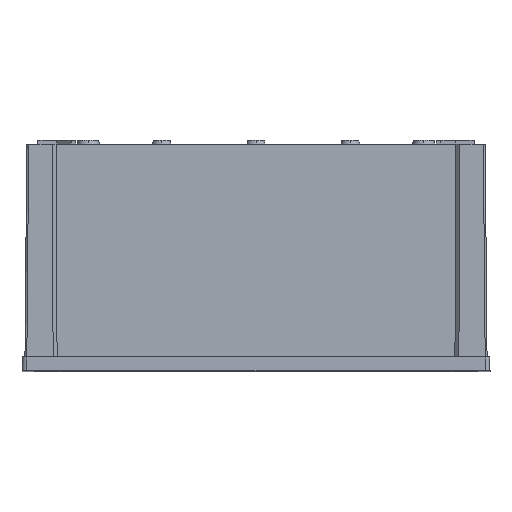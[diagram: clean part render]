
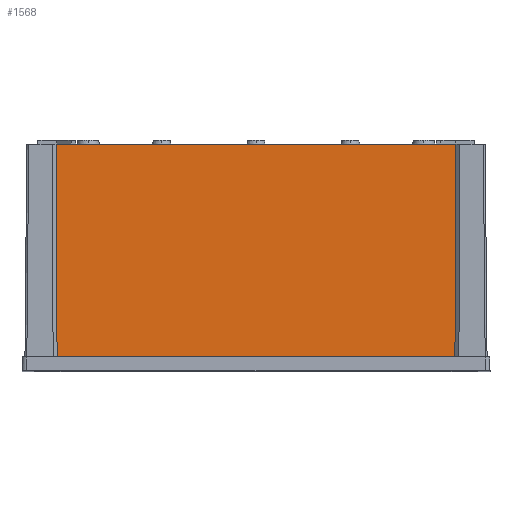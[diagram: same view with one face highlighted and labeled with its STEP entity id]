
A CAD part, top view. The second image highlights one B-rep face of the part: STEP entity #1568.
In plain terms, the highlighted planar face has unit normal (0, 0.009, 1).
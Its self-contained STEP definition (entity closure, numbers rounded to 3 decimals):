
#1140 = ORIENTED_EDGE ( 'NONE', *, *, #1462, .F. ) ;
#1429 = EDGE_CURVE ( 'NONE', #5495, #5494, #6926, .T. ) ;
#1462 = EDGE_CURVE ( 'NONE', #5447, #5446, #6979, .T. ) ;
#1568 = ADVANCED_FACE ( 'NONE', ( #9420 ), #9241, .T. ) ;
#1646 = EDGE_CURVE ( 'NONE', #5494, #5447, #9477, .T. ) ;
#1647 = EDGE_CURVE ( 'NONE', #5495, #5446, #9478, .T. ) ;
#5446 = VERTEX_POINT ( 'NONE', #17340 ) ;
#5447 = VERTEX_POINT ( 'NONE', #17341 ) ;
#5479 = VECTOR ( 'NONE', #8419, 1000. ) ;
#5494 = VERTEX_POINT ( 'NONE', #17372 ) ;
#5495 = VERTEX_POINT ( 'NONE', #17373 ) ;
#6180 = EDGE_LOOP ( 'NONE', ( #8542, #8540, #8541, #1140 ) ) ;
#6926 = LINE ( 'NONE', #8418, #5479 ) ;
#6979 = LINE ( 'NONE', #8800, #18305 ) ;
#7296 = VECTOR ( 'NONE', #10607, 1000. ) ;
#7297 = VECTOR ( 'NONE', #10605, 1000. ) ;
#8418 = CARTESIAN_POINT ( 'NONE',  ( 105.426, 7.2, 171.337 ) ) ;
#8419 = DIRECTION ( 'NONE',  ( -1., 0., 0. ) ) ;
#8540 = ORIENTED_EDGE ( 'NONE', *, *, #1429, .F. ) ;
#8541 = ORIENTED_EDGE ( 'NONE', *, *, #1647, .T. ) ;
#8542 = ORIENTED_EDGE ( 'NONE', *, *, #1646, .F. ) ;
#8800 = CARTESIAN_POINT ( 'NONE',  ( -105.834, 120., 170.353 ) ) ;
#8802 = DIRECTION ( 'NONE',  ( 1., 0., 0. ) ) ;
#9241 = PLANE ( 'NONE',  #18186 ) ;
#9242 = CARTESIAN_POINT ( 'NONE',  ( -111.745, 0., 171.4 ) ) ;
#9243 = DIRECTION ( 'NONE',  ( 0., 0.009, 1. ) ) ;
#9244 = DIRECTION ( 'NONE',  ( -1., 0., 0. ) ) ;
#9420 = FACE_OUTER_BOUND ( 'NONE', #6180, .T. ) ;
#9477 = LINE ( 'NONE', #10604, #7297 ) ;
#9478 = LINE ( 'NONE', #10606, #7296 ) ;
#10604 = CARTESIAN_POINT ( 'NONE',  ( -105.426, 7.2, 171.337 ) ) ;
#10605 = DIRECTION ( 'NONE',  ( -0.004, 1., -0.009 ) ) ;
#10606 = CARTESIAN_POINT ( 'NONE',  ( 105.426, 7.2, 171.337 ) ) ;
#10607 = DIRECTION ( 'NONE',  ( 0.004, 1., -0.009 ) ) ;
#17340 = CARTESIAN_POINT ( 'NONE',  ( 105.834, 120., 170.353 ) ) ;
#17341 = CARTESIAN_POINT ( 'NONE',  ( -105.834, 120., 170.353 ) ) ;
#17372 = CARTESIAN_POINT ( 'NONE',  ( -105.426, 7.2, 171.337 ) ) ;
#17373 = CARTESIAN_POINT ( 'NONE',  ( 105.426, 7.2, 171.337 ) ) ;
#18186 = AXIS2_PLACEMENT_3D ( 'NONE', #9242, #9243, #9244 ) ;
#18305 = VECTOR ( 'NONE', #8802, 1000. ) ;
